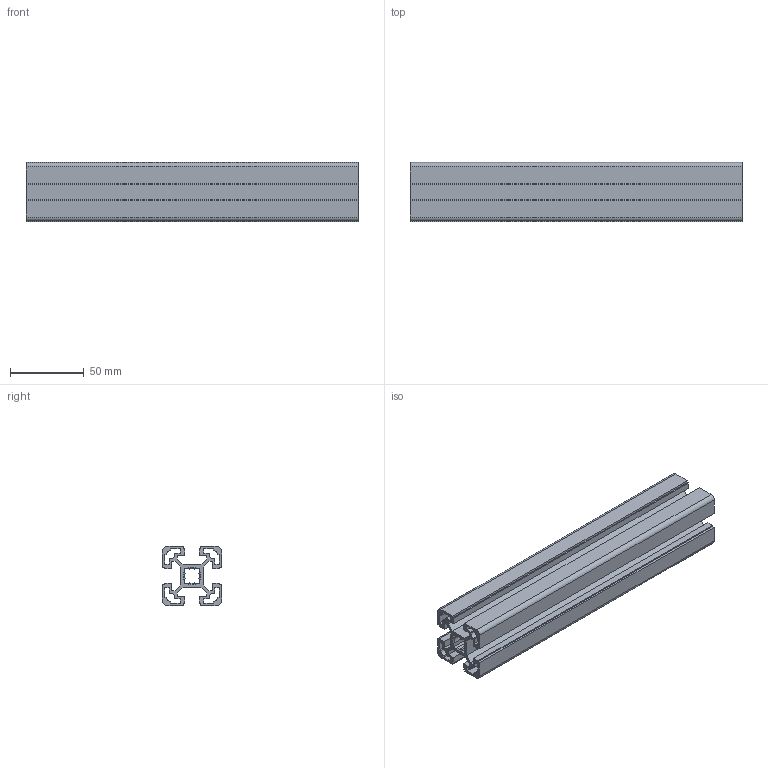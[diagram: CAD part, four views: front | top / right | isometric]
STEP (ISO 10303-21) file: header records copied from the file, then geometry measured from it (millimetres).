
FILE_DESCRIPTION(('STEP AP214'),'1');
FILE_NAME('cctmp_1E8B4E0F-C00B-4D12-98B3-F62D84DE9C9F_2023_07_28_17_26_18_0559..stp','2023-07-28T15:26:18',('Bosch Rexroth AG'),('CADClick - www.CADClick.com'),'Spatial InterOp 3D postprocessed',' ','unknown authorization');
FILE_SCHEMA(('AUTOMOTIVE_DESIGN { 1 0 10303 214 1 1 1 1 }'));
Length unit declared in the file: millimetre
Products named in the file (1): 1
Bounding box: 225 x 40 x 40 mm (x, y, z)
Volume: 124878.3 mm3; surface area: 118288.7 mm2
Topology: 1 solids, 1 shells, 150 faces, 442 edges, 294 vertices
Faces by surface type: plane 122, cylinder 22, cone 6
Entity records: 4967 total; most frequent: CARTESIAN_POINT 903, ORIENTED_EDGE 884, DIRECTION 786, EDGE_CURVE 442, LINE 384, VECTOR 384, VERTEX_POINT 294, AXIS2_PLACEMENT_3D 201
